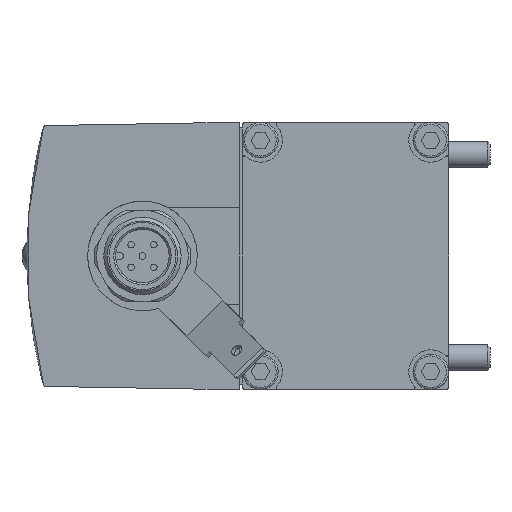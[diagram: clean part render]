
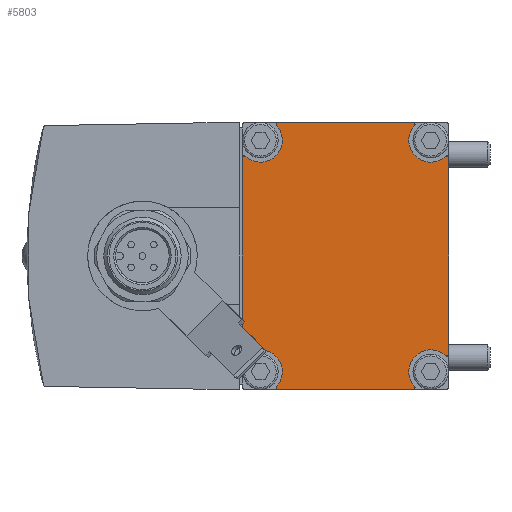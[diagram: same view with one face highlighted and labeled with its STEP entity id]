
A CAD part, left-side view. The second image highlights one B-rep face of the part: STEP entity #5803.
In plain terms, the highlighted planar face has unit normal (-1, 0, 0).
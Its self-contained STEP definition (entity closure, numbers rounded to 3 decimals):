
#173=CIRCLE('',#6084,0.3);
#174=CIRCLE('',#6085,3.4);
#175=CIRCLE('',#6086,0.3);
#176=CIRCLE('',#6087,0.3);
#177=CIRCLE('',#6088,3.4);
#178=CIRCLE('',#6089,0.3);
#179=CIRCLE('',#6090,0.3);
#180=CIRCLE('',#6091,3.4);
#181=CIRCLE('',#6092,0.3);
#182=CIRCLE('',#6093,0.3);
#183=CIRCLE('',#6094,3.4);
#184=CIRCLE('',#6095,0.3);
#393=ORIENTED_EDGE('',*,*,#1533,.F.);
#394=ORIENTED_EDGE('',*,*,#1534,.F.);
#395=ORIENTED_EDGE('',*,*,#1535,.T.);
#396=ORIENTED_EDGE('',*,*,#1536,.F.);
#397=ORIENTED_EDGE('',*,*,#1537,.F.);
#398=ORIENTED_EDGE('',*,*,#1538,.F.);
#399=ORIENTED_EDGE('',*,*,#1539,.T.);
#400=ORIENTED_EDGE('',*,*,#1540,.F.);
#401=ORIENTED_EDGE('',*,*,#1541,.F.);
#402=ORIENTED_EDGE('',*,*,#1542,.F.);
#403=ORIENTED_EDGE('',*,*,#1543,.T.);
#404=ORIENTED_EDGE('',*,*,#1544,.F.);
#405=ORIENTED_EDGE('',*,*,#1545,.F.);
#406=ORIENTED_EDGE('',*,*,#1546,.F.);
#407=ORIENTED_EDGE('',*,*,#1547,.T.);
#408=ORIENTED_EDGE('',*,*,#1548,.F.);
#1533=EDGE_CURVE('',#2103,#2104,#2479,.T.);
#1534=EDGE_CURVE('',#2105,#2103,#173,.T.);
#1535=EDGE_CURVE('',#2105,#2106,#174,.T.);
#1536=EDGE_CURVE('',#2107,#2106,#175,.T.);
#1537=EDGE_CURVE('',#2108,#2107,#2480,.T.);
#1538=EDGE_CURVE('',#2109,#2108,#176,.T.);
#1539=EDGE_CURVE('',#2109,#2110,#177,.T.);
#1540=EDGE_CURVE('',#2111,#2110,#178,.T.);
#1541=EDGE_CURVE('',#2112,#2111,#2481,.T.);
#1542=EDGE_CURVE('',#2113,#2112,#179,.T.);
#1543=EDGE_CURVE('',#2113,#2114,#180,.T.);
#1544=EDGE_CURVE('',#2115,#2114,#181,.T.);
#1545=EDGE_CURVE('',#2116,#2115,#2482,.T.);
#1546=EDGE_CURVE('',#2117,#2116,#182,.T.);
#1547=EDGE_CURVE('',#2117,#2118,#183,.T.);
#1548=EDGE_CURVE('',#2104,#2118,#184,.T.);
#2103=VERTEX_POINT('',#7907);
#2104=VERTEX_POINT('',#7908);
#2105=VERTEX_POINT('',#7910);
#2106=VERTEX_POINT('',#7912);
#2107=VERTEX_POINT('',#7914);
#2108=VERTEX_POINT('',#7916);
#2109=VERTEX_POINT('',#7918);
#2110=VERTEX_POINT('',#7920);
#2111=VERTEX_POINT('',#7922);
#2112=VERTEX_POINT('',#7924);
#2113=VERTEX_POINT('',#7926);
#2114=VERTEX_POINT('',#7928);
#2115=VERTEX_POINT('',#7930);
#2116=VERTEX_POINT('',#7932);
#2117=VERTEX_POINT('',#7934);
#2118=VERTEX_POINT('',#7936);
#2479=LINE('',#7906,#2846);
#2480=LINE('',#7915,#2847);
#2481=LINE('',#7923,#2848);
#2482=LINE('',#7931,#2849);
#2846=VECTOR('',#6589,1000.);
#2847=VECTOR('',#6596,1000.);
#2848=VECTOR('',#6603,1000.);
#2849=VECTOR('',#6610,1000.);
#3186=EDGE_LOOP('',(#393,#394,#395,#396,#397,#398,#399,#400,#401,#402,#403,
#404,#405,#406,#407,#408));
#3526=FACE_BOUND('',#3186,.T.);
#3853=PLANE('',#6083);
#5803=ADVANCED_FACE('',(#3526),#3853,.F.);
#6083=AXIS2_PLACEMENT_3D('',#7905,#6587,#6588);
#6084=AXIS2_PLACEMENT_3D('',#7909,#6590,#6591);
#6085=AXIS2_PLACEMENT_3D('',#7911,#6592,#6593);
#6086=AXIS2_PLACEMENT_3D('',#7913,#6594,#6595);
#6087=AXIS2_PLACEMENT_3D('',#7917,#6597,#6598);
#6088=AXIS2_PLACEMENT_3D('',#7919,#6599,#6600);
#6089=AXIS2_PLACEMENT_3D('',#7921,#6601,#6602);
#6090=AXIS2_PLACEMENT_3D('',#7925,#6604,#6605);
#6091=AXIS2_PLACEMENT_3D('',#7927,#6606,#6607);
#6092=AXIS2_PLACEMENT_3D('',#7929,#6608,#6609);
#6093=AXIS2_PLACEMENT_3D('',#7933,#6611,#6612);
#6094=AXIS2_PLACEMENT_3D('',#7935,#6613,#6614);
#6095=AXIS2_PLACEMENT_3D('',#7937,#6615,#6616);
#6587=DIRECTION('',(1.,0.,0.));
#6588=DIRECTION('',(0.,0.,-1.));
#6589=DIRECTION('',(0.,0.,1.));
#6590=DIRECTION('',(1.,0.,0.));
#6591=DIRECTION('',(0.,0.,-1.));
#6592=DIRECTION('',(1.,0.,0.));
#6593=DIRECTION('',(0.,0.,-1.));
#6594=DIRECTION('',(1.,0.,0.));
#6595=DIRECTION('',(0.,0.,-1.));
#6596=DIRECTION('',(0.,1.,0.));
#6597=DIRECTION('',(1.,0.,0.));
#6598=DIRECTION('',(0.,0.,-1.));
#6599=DIRECTION('',(1.,0.,0.));
#6600=DIRECTION('',(0.,0.,-1.));
#6601=DIRECTION('',(1.,0.,0.));
#6602=DIRECTION('',(0.,0.,-1.));
#6603=DIRECTION('',(0.,0.,-1.));
#6604=DIRECTION('',(1.,0.,0.));
#6605=DIRECTION('',(0.,0.,-1.));
#6606=DIRECTION('',(1.,0.,0.));
#6607=DIRECTION('',(0.,0.,-1.));
#6608=DIRECTION('',(1.,0.,0.));
#6609=DIRECTION('',(0.,0.,-1.));
#6610=DIRECTION('',(0.,-1.,0.));
#6611=DIRECTION('',(1.,0.,0.));
#6612=DIRECTION('',(0.,0.,-1.));
#6613=DIRECTION('',(1.,0.,0.));
#6614=DIRECTION('',(0.,0.,-1.));
#6615=DIRECTION('',(1.,0.,0.));
#6616=DIRECTION('',(0.,0.,-1.));
#7905=CARTESIAN_POINT('',(-110.4,31.5,20.25));
#7906=CARTESIAN_POINT('',(-110.4,32.,-20.25));
#7907=CARTESIAN_POINT('',(-110.4,32.,-15.222));
#7908=CARTESIAN_POINT('',(-110.4,32.,15.222));
#7909=CARTESIAN_POINT('',(-110.4,31.7,-15.222));
#7910=CARTESIAN_POINT('',(-110.4,31.497,-15.444));
#7911=CARTESIAN_POINT('',(-110.4,29.2,-17.95));
#7912=CARTESIAN_POINT('',(-110.4,26.694,-20.247));
#7913=CARTESIAN_POINT('',(-110.4,26.472,-20.45));
#7914=CARTESIAN_POINT('',(-110.4,26.472,-20.75));
#7915=CARTESIAN_POINT('',(-110.4,0.5,-20.75));
#7916=CARTESIAN_POINT('',(-110.4,5.528,-20.75));
#7917=CARTESIAN_POINT('',(-110.4,5.528,-20.45));
#7918=CARTESIAN_POINT('',(-110.4,5.306,-20.247));
#7919=CARTESIAN_POINT('',(-110.4,2.8,-17.95));
#7920=CARTESIAN_POINT('',(-110.4,0.503,-15.444));
#7921=CARTESIAN_POINT('',(-110.4,0.3,-15.222));
#7922=CARTESIAN_POINT('',(-110.4,0.,-15.222));
#7923=CARTESIAN_POINT('',(-110.4,0.,20.25));
#7924=CARTESIAN_POINT('',(-110.4,0.,15.222));
#7925=CARTESIAN_POINT('',(-110.4,0.3,15.222));
#7926=CARTESIAN_POINT('',(-110.4,0.503,15.444));
#7927=CARTESIAN_POINT('',(-110.4,2.8,17.95));
#7928=CARTESIAN_POINT('',(-110.4,5.306,20.247));
#7929=CARTESIAN_POINT('',(-110.4,5.528,20.45));
#7930=CARTESIAN_POINT('',(-110.4,5.528,20.75));
#7931=CARTESIAN_POINT('',(-110.4,31.5,20.75));
#7932=CARTESIAN_POINT('',(-110.4,26.472,20.75));
#7933=CARTESIAN_POINT('',(-110.4,26.472,20.45));
#7934=CARTESIAN_POINT('',(-110.4,26.694,20.247));
#7935=CARTESIAN_POINT('',(-110.4,29.2,17.95));
#7936=CARTESIAN_POINT('',(-110.4,31.497,15.444));
#7937=CARTESIAN_POINT('',(-110.4,31.7,15.222));
